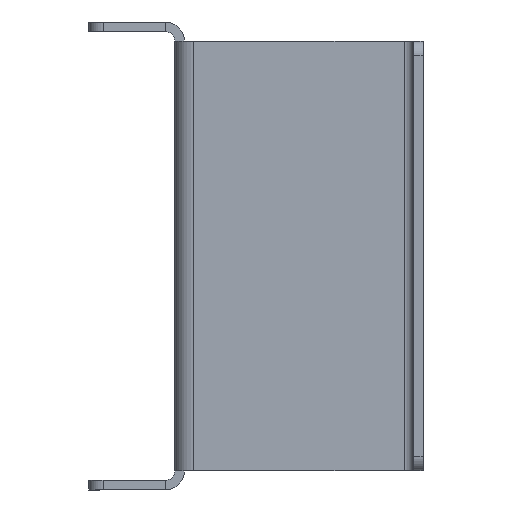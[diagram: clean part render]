
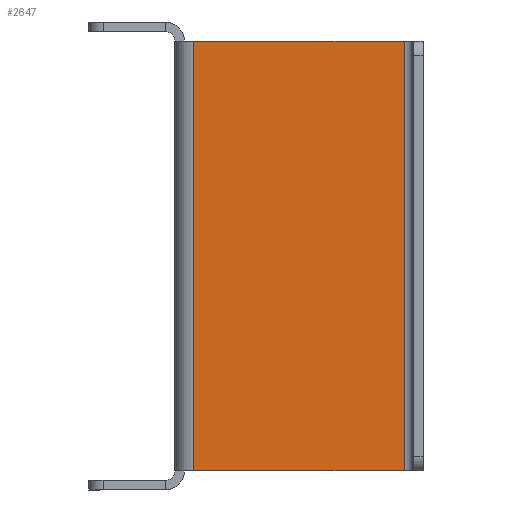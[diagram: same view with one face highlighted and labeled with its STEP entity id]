
A CAD part, left-side view. The second image highlights one B-rep face of the part: STEP entity #2647.
In plain terms, the highlighted planar face has unit normal (-1, 0, 0).
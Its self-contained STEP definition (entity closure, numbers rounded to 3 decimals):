
#2 = LINE ( 'NONE', #1201, #1530 ) ;
#28 = CARTESIAN_POINT ( 'NONE',  ( -307., 48., 45. ) ) ;
#197 = EDGE_CURVE ( 'NONE', #1996, #676, #987, .T. ) ;
#231 = AXIS2_PLACEMENT_3D ( 'NONE', #1044, #2651, #1859 ) ;
#260 = ORIENTED_EDGE ( 'NONE', *, *, #2190, .T. ) ;
#284 = LINE ( 'NONE', #691, #796 ) ;
#399 = FACE_OUTER_BOUND ( 'NONE', #2272, .T. ) ;
#509 = DIRECTION ( 'NONE',  ( 0., 0., -1. ) ) ;
#520 = DIRECTION ( 'NONE',  ( 0., 0., -1. ) ) ;
#539 = VECTOR ( 'NONE', #520, 1000. ) ;
#652 = CARTESIAN_POINT ( 'NONE',  ( -307., 48., -45. ) ) ;
#676 = VERTEX_POINT ( 'NONE', #652 ) ;
#691 = CARTESIAN_POINT ( 'NONE',  ( -307., 4., 45. ) ) ;
#767 = CARTESIAN_POINT ( 'NONE',  ( -307., 0., -45. ) ) ;
#779 = VERTEX_POINT ( 'NONE', #28 ) ;
#796 = VECTOR ( 'NONE', #509, 1000. ) ;
#814 = DIRECTION ( 'NONE',  ( 0., 1., 0. ) ) ;
#867 = EDGE_CURVE ( 'NONE', #1668, #1996, #284, .T. ) ;
#965 = LINE ( 'NONE', #1644, #539 ) ;
#977 = VECTOR ( 'NONE', #1583, 1000. ) ;
#987 = LINE ( 'NONE', #767, #977 ) ;
#1007 = PLANE ( 'NONE',  #231 ) ;
#1044 = CARTESIAN_POINT ( 'NONE',  ( -307., 0., 45. ) ) ;
#1057 = EDGE_CURVE ( 'NONE', #779, #676, #965, .T. ) ;
#1201 = CARTESIAN_POINT ( 'NONE',  ( -307., 0., 45. ) ) ;
#1209 = ORIENTED_EDGE ( 'NONE', *, *, #867, .F. ) ;
#1530 = VECTOR ( 'NONE', #814, 1000. ) ;
#1583 = DIRECTION ( 'NONE',  ( 0., 1., 0. ) ) ;
#1644 = CARTESIAN_POINT ( 'NONE',  ( -307., 48., 45. ) ) ;
#1668 = VERTEX_POINT ( 'NONE', #2361 ) ;
#1859 = DIRECTION ( 'NONE',  ( 0., 0., 1. ) ) ;
#1870 = ORIENTED_EDGE ( 'NONE', *, *, #197, .F. ) ;
#1996 = VERTEX_POINT ( 'NONE', #2064 ) ;
#2064 = CARTESIAN_POINT ( 'NONE',  ( -307., 4., -45. ) ) ;
#2190 = EDGE_CURVE ( 'NONE', #1668, #779, #2, .T. ) ;
#2272 = EDGE_LOOP ( 'NONE', ( #1870, #1209, #260, #2321 ) ) ;
#2321 = ORIENTED_EDGE ( 'NONE', *, *, #1057, .T. ) ;
#2361 = CARTESIAN_POINT ( 'NONE',  ( -307., 4., 45. ) ) ;
#2647 = ADVANCED_FACE ( 'NONE', ( #399 ), #1007, .T. ) ;
#2651 = DIRECTION ( 'NONE',  ( -1., 0., 0. ) ) ;
